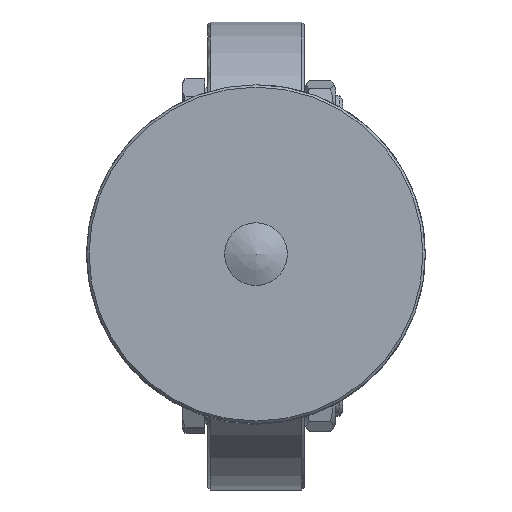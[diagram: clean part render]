
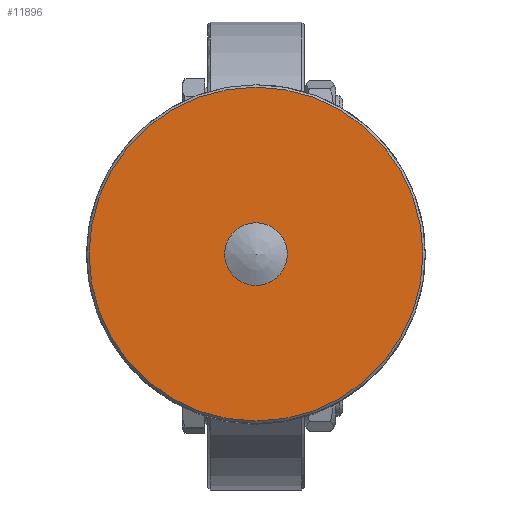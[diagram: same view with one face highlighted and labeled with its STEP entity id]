
A CAD part, top view. The second image highlights one B-rep face of the part: STEP entity #11896.
In plain terms, the highlighted planar face has unit normal (0, 0, 1).
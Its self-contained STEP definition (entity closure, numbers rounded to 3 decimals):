
#634=PLANE('',#13175);
#1268=FACE_BOUND('',#2590,.T.);
#1866=FACE_OUTER_BOUND('',#2589,.T.);
#2589=EDGE_LOOP('',(#10656,#10657));
#2590=EDGE_LOOP('',(#10658,#10659));
#4748=CIRCLE('',#13145,6.5);
#4749=CIRCLE('',#13146,6.5);
#4768=CIRCLE('',#13173,34.6);
#4769=CIRCLE('',#13174,34.6);
#5766=VERTEX_POINT('',#22396);
#5767=VERTEX_POINT('',#22397);
#5790=VERTEX_POINT('',#22456);
#5791=VERTEX_POINT('',#22458);
#7422=EDGE_CURVE('',#5766,#5767,#4748,.T.);
#7423=EDGE_CURVE('',#5767,#5766,#4749,.T.);
#7451=EDGE_CURVE('',#5791,#5790,#4768,.T.);
#7452=EDGE_CURVE('',#5790,#5791,#4769,.T.);
#10656=ORIENTED_EDGE('',*,*,#7451,.T.);
#10657=ORIENTED_EDGE('',*,*,#7452,.T.);
#10658=ORIENTED_EDGE('',*,*,#7422,.T.);
#10659=ORIENTED_EDGE('',*,*,#7423,.T.);
#11896=ADVANCED_FACE('',(#1866,#1268),#634,.T.);
#13145=AXIS2_PLACEMENT_3D('',#22398,#16224,#16225);
#13146=AXIS2_PLACEMENT_3D('',#22399,#16226,#16227);
#13173=AXIS2_PLACEMENT_3D('',#22459,#16289,#16290);
#13174=AXIS2_PLACEMENT_3D('',#22460,#16291,#16292);
#13175=AXIS2_PLACEMENT_3D('',#22461,#16293,#16294);
#16224=DIRECTION('center_axis',(0.,0.,
-1.));
#16225=DIRECTION('ref_axis',(1.,0.,0.));
#16226=DIRECTION('center_axis',(0.,0.,
-1.));
#16227=DIRECTION('ref_axis',(1.,0.,0.));
#16289=DIRECTION('center_axis',(0.,0.,
1.));
#16290=DIRECTION('ref_axis',(1.,0.,0.));
#16291=DIRECTION('center_axis',(0.,0.,
1.));
#16292=DIRECTION('ref_axis',(1.,0.,0.));
#16293=DIRECTION('center_axis',(0.,0.,
1.));
#16294=DIRECTION('ref_axis',(1.,0.,0.));
#22396=CARTESIAN_POINT('',(0.037,-6.5,225.5));
#22397=CARTESIAN_POINT('',(-6.5,0.,225.5));
#22398=CARTESIAN_POINT('Origin',(0.,0.,
225.5));
#22399=CARTESIAN_POINT('Origin',(0.,0.,
225.5));
#22456=CARTESIAN_POINT('',(-34.6,0.,225.5));
#22458=CARTESIAN_POINT('',(34.6,0.,225.5));
#22459=CARTESIAN_POINT('Origin',(0.,0.,
225.5));
#22460=CARTESIAN_POINT('Origin',(0.,0.,
225.5));
#22461=CARTESIAN_POINT('Origin',(0.,-17.55,
225.5));
